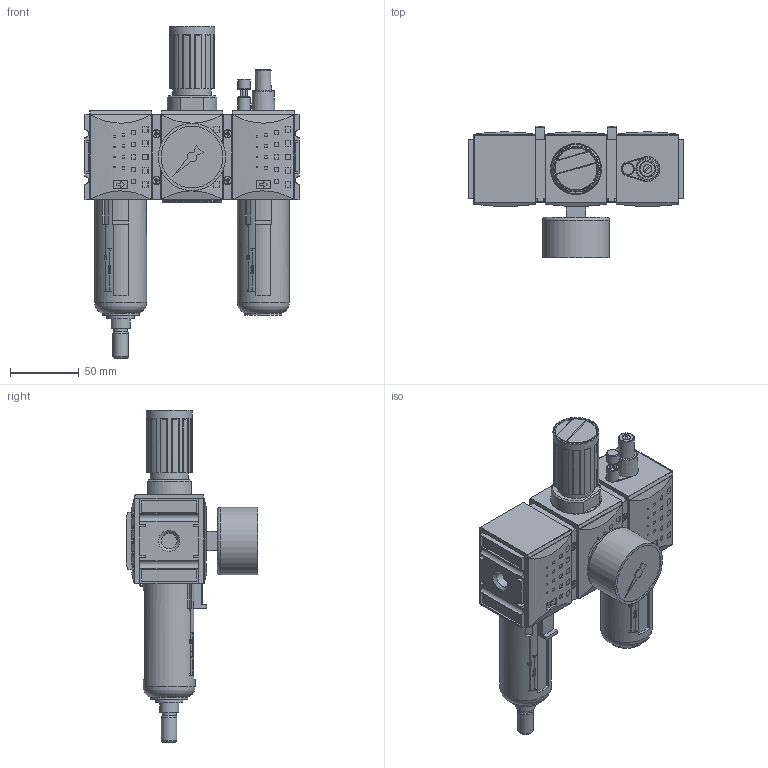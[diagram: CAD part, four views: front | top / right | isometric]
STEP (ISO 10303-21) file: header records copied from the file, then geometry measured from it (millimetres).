
FILE_DESCRIPTION((''),'2;1');
FILE_NAME('KS3U-114 AM.stp','2011-11-24T11:12:36',('DDruske'),(''),'Autodesk Inventor 2009','Autodesk Inventor 2009','');
FILE_SCHEMA(('AUTOMOTIVE_DESIGN { 1 0 10303 214 1 1 1 1 }'));
Length unit declared in the file: millimetre
Products named in the file (1): Bauteil2
Bounding box: 156 x 96.1 x 242 mm (x, y, z)
Volume: 748205.3 mm3; surface area: 142721.8 mm2
Topology: 1 solids, 29 shells, 2063 faces, 5362 edges, 3492 vertices
Faces by surface type: plane 1160, cylinder 506, bspline 319, torus 36, cone 30, sphere 12
Full cylindrical faces by diameter (mm): 3 x4, 5.283 x2, 5.5 x2, 6.3 x1, 8.566 x1, 9 x2, 10 x2, 11.3 x1, 11.445 x3, 11.45 x3, 12 x3, 13.6 x1, 14 x1, 15.1 x3, 16.8 x5, 20 x1, 27 x2, 28 x4, 30 x1, 33.5 x1, 35 x3, 36 x1, 37.323 x1, 37.8 x2, 42 x1, 43.5 x1, 45 x1, 49 x1
Entity records: 67478 total; most frequent: CARTESIAN_POINT 16493, ORIENTED_EDGE 10396, DIRECTION 9423, EDGE_CURVE 5198, VERTEX_POINT 3461, AXIS2_PLACEMENT_3D 3150, VECTOR 3123, LINE 3123
